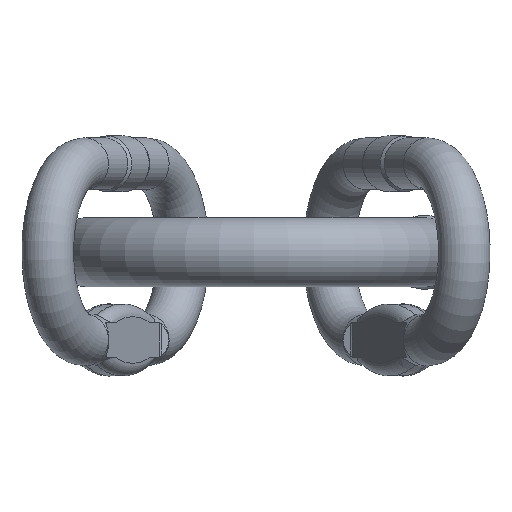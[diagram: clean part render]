
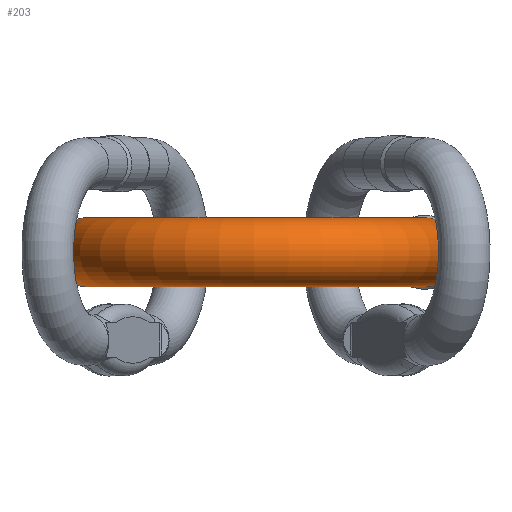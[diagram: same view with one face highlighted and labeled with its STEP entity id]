
A CAD part, front view. The second image highlights one B-rep face of the part: STEP entity #203.
In plain terms, the highlighted toroidal (fillet/blend) face has major radius 88 mm and minor radius 18 mm.
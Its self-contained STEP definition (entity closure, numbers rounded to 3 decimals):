
#143=TOROIDAL_SURFACE('',#1424,88.,18.);
#203=ADVANCED_FACE('',(#478,#479),#143,.T.);
#478=FACE_BOUND('',#562,.T.);
#479=FACE_BOUND('',#563,.T.);
#562=EDGE_LOOP('',(#870));
#563=EDGE_LOOP('',(#871));
#870=ORIENTED_EDGE('',*,*,#1198,.T.);
#871=ORIENTED_EDGE('',*,*,#1236,.F.);
#1034=VERTEX_POINT('',#2418);
#1072=VERTEX_POINT('',#2676);
#1198=EDGE_CURVE('',#1034,#1034,#1290,.T.);
#1236=EDGE_CURVE('',#1072,#1072,#1292,.T.);
#1290=CIRCLE('',#1405,18.);
#1292=CIRCLE('',#1417,18.);
#1405=AXIS2_PLACEMENT_3D('',#2417,#1684,#1685);
#1417=AXIS2_PLACEMENT_3D('',#2675,#1716,#1717);
#1424=AXIS2_PLACEMENT_3D('',#2686,#1730,#1731);
#1684=DIRECTION('',(0.,-1.,0.));
#1685=DIRECTION('',(1.,0.,0.));
#1716=DIRECTION('',(0.,1.,0.));
#1717=DIRECTION('',(-1.,0.,0.));
#1730=DIRECTION('',(0.,0.,1.));
#1731=DIRECTION('',(1.,0.,0.));
#2417=CARTESIAN_POINT('',(-88.,-60.,0.));
#2418=CARTESIAN_POINT('',(-70.,-60.,0.));
#2675=CARTESIAN_POINT('',(88.,-60.,0.));
#2676=CARTESIAN_POINT('',(70.,-60.,0.));
#2686=CARTESIAN_POINT('',(0.,-60.,0.));
